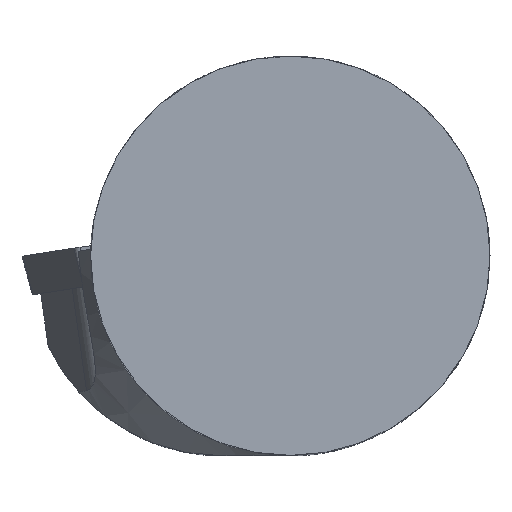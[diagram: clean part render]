
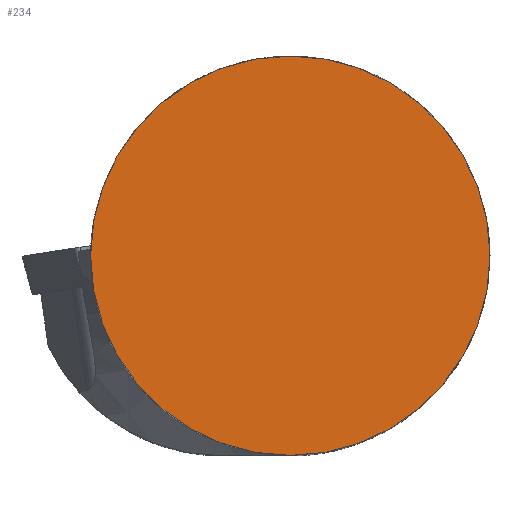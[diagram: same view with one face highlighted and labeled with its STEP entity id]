
A CAD part, top view. The second image highlights one B-rep face of the part: STEP entity #234.
In plain terms, the highlighted planar face has unit normal (0, 0, 1).
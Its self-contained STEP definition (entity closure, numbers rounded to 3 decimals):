
#135=PLANE('',#1259);
#179=FACE_OUTER_BOUND('',#349,.T.);
#234=ADVANCED_FACE('',(#179),#135,.T.);
#349=EDGE_LOOP('',(#678));
#374=CIRCLE('',#1170,20.);
#678=ORIENTED_EDGE('',*,*,#855,.F.);
#757=VERTEX_POINT('',#1739);
#855=EDGE_CURVE('',#757,#757,#374,.T.);
#1170=AXIS2_PLACEMENT_3D('',#1738,#1321,#1322);
#1259=AXIS2_PLACEMENT_3D('',#1987,#1539,#1540);
#1321=DIRECTION('',(0.,0.,-1.));
#1322=DIRECTION('',(1.,0.,0.));
#1539=DIRECTION('',(0.,0.,1.));
#1540=DIRECTION('',(1.,0.,0.));
#1738=CARTESIAN_POINT('',(0.,0.,0.));
#1739=CARTESIAN_POINT('',(20.,0.,0.));
#1987=CARTESIAN_POINT('',(0.,0.,0.));
